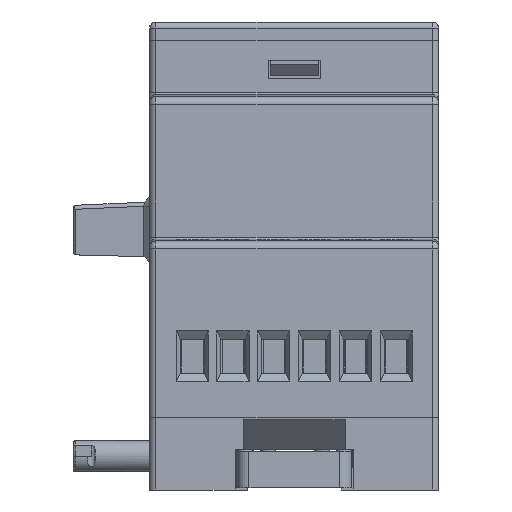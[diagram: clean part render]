
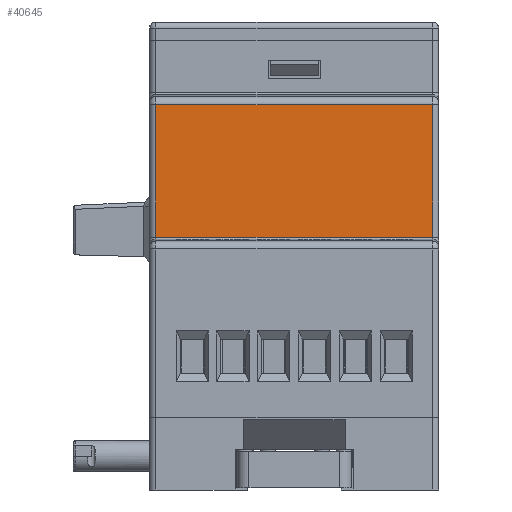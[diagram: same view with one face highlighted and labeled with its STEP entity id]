
A CAD part, front view. The second image highlights one B-rep face of the part: STEP entity #40645.
In plain terms, the highlighted face is planar.
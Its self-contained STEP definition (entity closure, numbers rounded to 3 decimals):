
#2929=ORIENTED_EDGE('',*,*,#14654,.T.);
#2930=ORIENTED_EDGE('',*,*,#14651,.T.);
#2931=ORIENTED_EDGE('',*,*,#14655,.T.);
#2932=ORIENTED_EDGE('',*,*,#14656,.T.);
#14651=EDGE_CURVE('',#20509,#20510,#24417,.T.);
#14654=EDGE_CURVE('',#20511,#20509,#24418,.F.);
#14655=EDGE_CURVE('',#20510,#20512,#24419,.T.);
#14656=EDGE_CURVE('',#20512,#20511,#24420,.F.);
#20509=VERTEX_POINT('',#66545);
#20510=VERTEX_POINT('',#66546);
#20511=VERTEX_POINT('',#66551);
#20512=VERTEX_POINT('',#66553);
#24417=LINE('',#66544,#29225);
#24418=LINE('',#66550,#29226);
#24419=LINE('',#66552,#29227);
#24420=LINE('',#66554,#29228);
#29225=VECTOR('',#53785,1000.);
#29226=VECTOR('',#53792,1000.);
#29227=VECTOR('',#53793,1000.);
#29228=VECTOR('',#53794,1000.);
#33677=EDGE_LOOP('',(#2929,#2930,#2931,#2932));
#36334=FACE_BOUND('',#33677,.T.);
#38913=PLANE('',#49746);
#40645=ADVANCED_FACE('',(#36334),#38913,.T.);
#49746=AXIS2_PLACEMENT_3D('',#66549,#53790,#53791);
#53785=DIRECTION('',(0.,1.,0.));
#53790=DIRECTION('',(1.,0.,0.));
#53791=DIRECTION('',(0.,0.,-1.));
#53792=DIRECTION('',(0.,0.,1.));
#53793=DIRECTION('',(0.,0.,1.));
#53794=DIRECTION('',(0.,1.,0.));
#66544=CARTESIAN_POINT('',(34.,17.999,23.744));
#66545=CARTESIAN_POINT('',(34.,-17.251,23.744));
#66546=CARTESIAN_POINT('',(34.,17.249,23.744));
#66549=CARTESIAN_POINT('',(34.,-33.901,41.25));
#66550=CARTESIAN_POINT('',(34.,-17.251,41.25));
#66551=CARTESIAN_POINT('',(34.,-17.251,40.272));
#66552=CARTESIAN_POINT('',(34.,17.249,41.25));
#66553=CARTESIAN_POINT('',(34.,17.249,40.272));
#66554=CARTESIAN_POINT('',(34.,-33.901,40.272));
